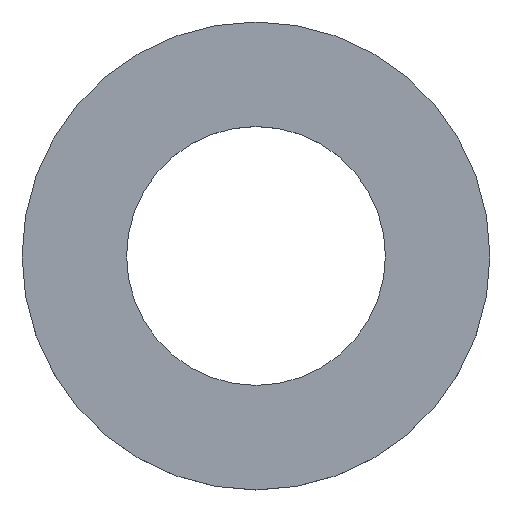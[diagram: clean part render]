
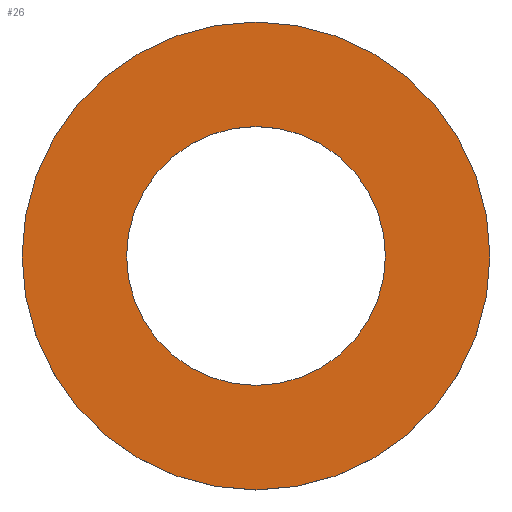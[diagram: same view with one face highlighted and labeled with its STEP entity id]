
A CAD part, top view. The second image highlights one B-rep face of the part: STEP entity #26.
In plain terms, the highlighted planar face has unit normal (0, 0, 1).
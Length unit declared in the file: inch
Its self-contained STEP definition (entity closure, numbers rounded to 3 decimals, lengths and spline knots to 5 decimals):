
#15 = EDGE_LOOP ( 'NONE', ( #223, #95 ) ) ;
#16 = CARTESIAN_POINT ( 'NONE',  ( 0., 0., 0. ) ) ;
#20 = DIRECTION ( 'NONE',  ( 1., 0., 0. ) ) ;
#21 = CIRCLE ( 'NONE', #102, 0.40625 ) ;
#25 = AXIS2_PLACEMENT_3D ( 'NONE', #16, #157, #37 ) ;
#26 = ADVANCED_FACE ( 'NONE', ( #111, #57 ), #209, .T. ) ;
#31 = CIRCLE ( 'NONE', #25, 0.73438 ) ;
#35 = AXIS2_PLACEMENT_3D ( 'NONE', #132, #247, #136 ) ;
#37 = DIRECTION ( 'NONE',  ( 1., 0., 0. ) ) ;
#38 = CARTESIAN_POINT ( 'NONE',  ( 0., 0., 0. ) ) ;
#47 = AXIS2_PLACEMENT_3D ( 'NONE', #229, #115, #248 ) ;
#53 = CARTESIAN_POINT ( 'NONE',  ( -0.40625, 0., 0. ) ) ;
#55 = DIRECTION ( 'NONE',  ( 1., 0., 0. ) ) ;
#57 = FACE_OUTER_BOUND ( 'NONE', #15, .T. ) ;
#79 = EDGE_CURVE ( 'NONE', #204, #226, #106, .T. ) ;
#95 = ORIENTED_EDGE ( 'NONE', *, *, #126, .T. ) ;
#102 = AXIS2_PLACEMENT_3D ( 'NONE', #38, #176, #55 ) ;
#106 = CIRCLE ( 'NONE', #47, 0.73438 ) ;
#111 = FACE_BOUND ( 'NONE', #150, .T. ) ;
#115 = DIRECTION ( 'NONE',  ( 0., 0., 1. ) ) ;
#121 = CIRCLE ( 'NONE', #145, 0.40625 ) ;
#123 = ORIENTED_EDGE ( 'NONE', *, *, #148, .F. ) ;
#126 = EDGE_CURVE ( 'NONE', #226, #204, #31, .T. ) ;
#129 = VERTEX_POINT ( 'NONE', #53 ) ;
#132 = CARTESIAN_POINT ( 'NONE',  ( 0., 0., 0. ) ) ;
#136 = DIRECTION ( 'NONE',  ( 1., 0., 0. ) ) ;
#142 = DIRECTION ( 'NONE',  ( 0., 0., 1. ) ) ;
#143 = CARTESIAN_POINT ( 'NONE',  ( 0.73438, 0., 0. ) ) ;
#145 = AXIS2_PLACEMENT_3D ( 'NONE', #252, #142, #20 ) ;
#148 = EDGE_CURVE ( 'NONE', #166, #129, #21, .T. ) ;
#150 = EDGE_LOOP ( 'NONE', ( #123, #213 ) ) ;
#157 = DIRECTION ( 'NONE',  ( 0., 0., 1. ) ) ;
#166 = VERTEX_POINT ( 'NONE', #232 ) ;
#172 = EDGE_CURVE ( 'NONE', #129, #166, #121, .T. ) ;
#176 = DIRECTION ( 'NONE',  ( 0., 0., 1. ) ) ;
#198 = CARTESIAN_POINT ( 'NONE',  ( -0.73438, 0., 0. ) ) ;
#204 = VERTEX_POINT ( 'NONE', #143 ) ;
#209 = PLANE ( 'NONE',  #35 ) ;
#213 = ORIENTED_EDGE ( 'NONE', *, *, #172, .F. ) ;
#223 = ORIENTED_EDGE ( 'NONE', *, *, #79, .T. ) ;
#226 = VERTEX_POINT ( 'NONE', #198 ) ;
#229 = CARTESIAN_POINT ( 'NONE',  ( 0., 0., 0. ) ) ;
#232 = CARTESIAN_POINT ( 'NONE',  ( 0.40625, 0., 0. ) ) ;
#247 = DIRECTION ( 'NONE',  ( 0., 0., 1. ) ) ;
#248 = DIRECTION ( 'NONE',  ( 1., 0., 0. ) ) ;
#252 = CARTESIAN_POINT ( 'NONE',  ( 0., 0., 0. ) ) ;
